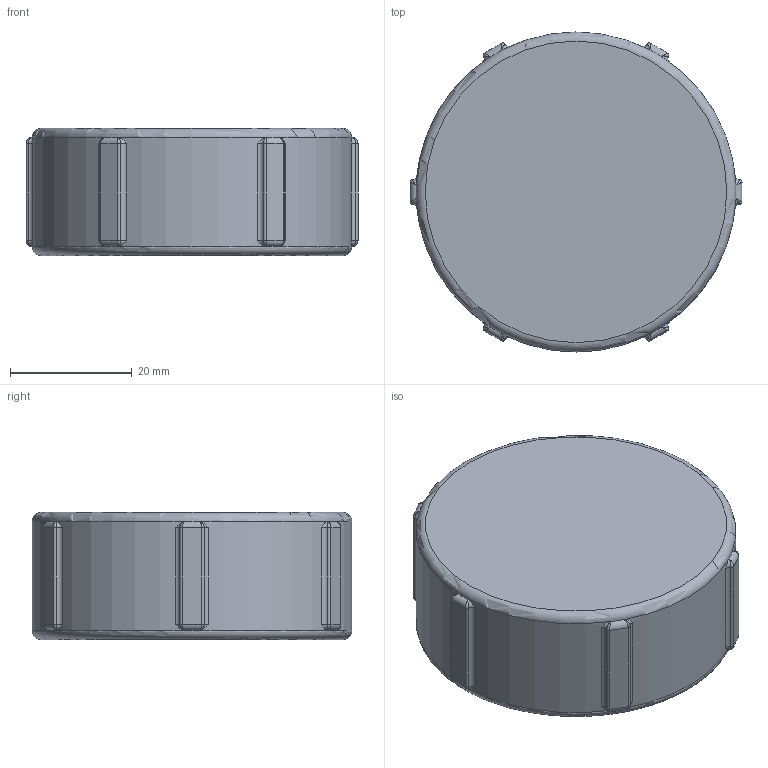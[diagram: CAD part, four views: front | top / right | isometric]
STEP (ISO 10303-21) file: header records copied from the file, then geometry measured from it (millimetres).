
FILE_DESCRIPTION(/* description */ ('','CAx-IF Rec.Pracs.---Representation and Presentation of Product Manufacturing Information (PMI)---4.0---2014-10-13'),/* implementation_level */ '2;1');
FILE_NAME(/* name */ 'Case V1 top v1.step',/* time_stamp */ '2024-12-31T10:52:42-06:00',/* author */ (''),/* organization */ (''),/* preprocessor_version */ 'ST-DEVELOPER v20',/* originating_system */ 'Autodesk Translation Framework v13.20.0.188',/* authorisation */ '');
FILE_SCHEMA (('AP242_MANAGED_MODEL_BASED_3D_ENGINEERING_MIM_LF { 1 0 10303 442 1 1 4 }'));
Length unit declared in the file: millimetre
Products named in the file (1): Case V1 top
Bounding box: 54.5 x 52.5 x 20.88 mm (x, y, z)
Volume: 11096.8 mm3; surface area: 11994.1 mm2
Topology: 1 solids, 1 shells, 139 faces, 322 edges, 162 vertices
Faces by surface type: cylinder 54, plane 33, bspline 26, torus 26
Full cylindrical faces by diameter (mm): 45.97 x4, 49.446 x4
Entity records: 7311 total; most frequent: CARTESIAN_POINT 4502, ORIENTED_EDGE 596, DIRECTION 546, EDGE_CURVE 298, AXIS2_PLACEMENT_3D 232, VERTEX_POINT 162, EDGE_LOOP 140, FACE_OUTER_BOUND 139
